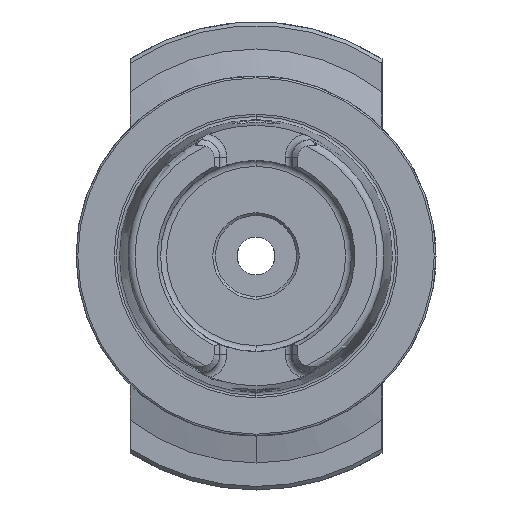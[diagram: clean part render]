
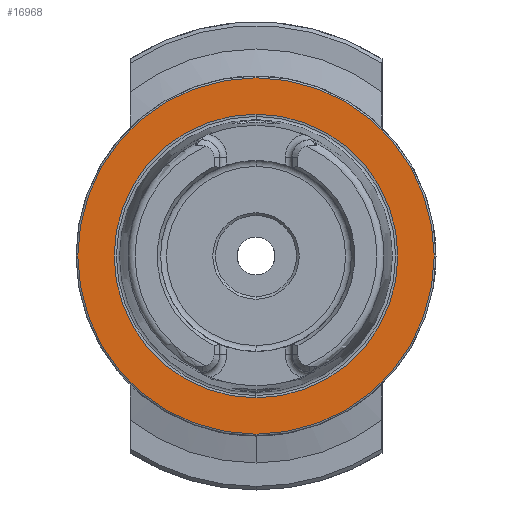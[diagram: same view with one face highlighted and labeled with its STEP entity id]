
A CAD part, left-side view. The second image highlights one B-rep face of the part: STEP entity #16968.
In plain terms, the highlighted planar face has unit normal (-1, 0, 0).
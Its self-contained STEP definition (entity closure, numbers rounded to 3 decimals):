
#264 = FACE_OUTER_BOUND ( 'NONE', #17978, .T. ) ;
#2032 = CARTESIAN_POINT ( 'NONE',  ( 0., 49.5, 0. ) ) ;
#3094 = DIRECTION ( 'NONE',  ( -1., 0., 0. ) ) ;
#6198 = DIRECTION ( 'NONE',  ( 0., 0., 1. ) ) ;
#6360 = DIRECTION ( 'NONE',  ( -1., 0., 0. ) ) ;
#6361 = CARTESIAN_POINT ( 'NONE',  ( 0., 0., 0. ) ) ;
#6414 = VERTEX_POINT ( 'NONE', #26064 ) ;
#6555 = DIRECTION ( 'NONE',  ( 1., 0., 0. ) ) ;
#7107 = DIRECTION ( 'NONE',  ( -1., 0., 0. ) ) ;
#7562 = AXIS2_PLACEMENT_3D ( 'NONE', #20640, #7107, #22894 ) ;
#9989 = AXIS2_PLACEMENT_3D ( 'NONE', #12449, #28234, #14742 ) ;
#12024 = EDGE_CURVE ( 'NONE', #19164, #6414, #25916, .T. ) ;
#12449 = CARTESIAN_POINT ( 'NONE',  ( 0., 0., 0. ) ) ;
#13181 = VERTEX_POINT ( 'NONE', #15185 ) ;
#13884 = CARTESIAN_POINT ( 'NONE',  ( 0., 0., 39.405 ) ) ;
#14310 = VERTEX_POINT ( 'NONE', #24517 ) ;
#14742 = DIRECTION ( 'NONE',  ( 0., 0., 1. ) ) ;
#15185 = CARTESIAN_POINT ( 'NONE',  ( 0., 0., 49.5 ) ) ;
#16583 = CARTESIAN_POINT ( 'NONE',  ( 0., 0., 0. ) ) ;
#16968 = ADVANCED_FACE ( 'NONE', ( #19035, #264 ), #26788, .F. ) ;
#17154 = CIRCLE ( 'NONE', #26785, 39.405 ) ;
#17978 = EDGE_LOOP ( 'NONE', ( #25706, #22431 ) ) ;
#18404 = CIRCLE ( 'NONE', #9989, 49.5 ) ;
#18687 = AXIS2_PLACEMENT_3D ( 'NONE', #2032, #6555, #22358 ) ;
#18868 = DIRECTION ( 'NONE',  ( 0., 0., 1. ) ) ;
#19035 = FACE_BOUND ( 'NONE', #21834, .T. ) ;
#19164 = VERTEX_POINT ( 'NONE', #13884 ) ;
#19794 = EDGE_CURVE ( 'NONE', #13181, #14310, #23367, .T. ) ;
#20005 = EDGE_CURVE ( 'NONE', #14310, #13181, #18404, .T. ) ;
#20640 = CARTESIAN_POINT ( 'NONE',  ( 0., 0., 0. ) ) ;
#21425 = ORIENTED_EDGE ( 'NONE', *, *, #25644, .F. ) ;
#21834 = EDGE_LOOP ( 'NONE', ( #27783, #21425 ) ) ;
#22358 = DIRECTION ( 'NONE',  ( 0., 0., -1. ) ) ;
#22431 = ORIENTED_EDGE ( 'NONE', *, *, #20005, .T. ) ;
#22726 = AXIS2_PLACEMENT_3D ( 'NONE', #6361, #6360, #6198 ) ;
#22894 = DIRECTION ( 'NONE',  ( 0., 0., 1. ) ) ;
#23367 = CIRCLE ( 'NONE', #7562, 49.5 ) ;
#24517 = CARTESIAN_POINT ( 'NONE',  ( 0., 0., -49.5 ) ) ;
#25644 = EDGE_CURVE ( 'NONE', #6414, #19164, #17154, .T. ) ;
#25706 = ORIENTED_EDGE ( 'NONE', *, *, #19794, .T. ) ;
#25916 = CIRCLE ( 'NONE', #22726, 39.405 ) ;
#26064 = CARTESIAN_POINT ( 'NONE',  ( 0., 0., -39.405 ) ) ;
#26785 = AXIS2_PLACEMENT_3D ( 'NONE', #16583, #3094, #18868 ) ;
#26788 = PLANE ( 'NONE',  #18687 ) ;
#27783 = ORIENTED_EDGE ( 'NONE', *, *, #12024, .F. ) ;
#28234 = DIRECTION ( 'NONE',  ( -1., 0., 0. ) ) ;
